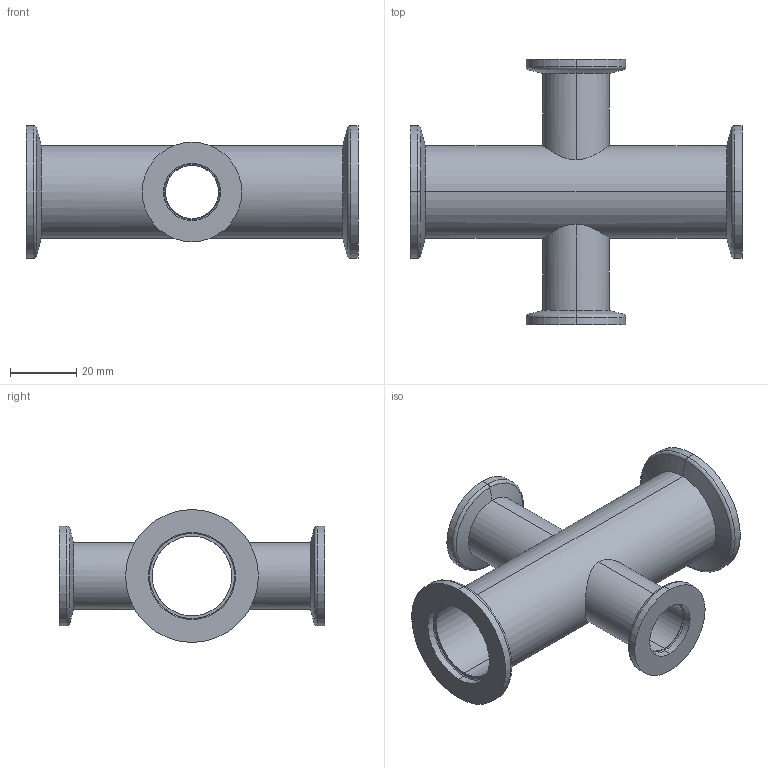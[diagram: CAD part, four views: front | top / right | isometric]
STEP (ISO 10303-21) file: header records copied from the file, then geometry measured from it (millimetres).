
FILE_DESCRIPTION (( 'STEP AP214' ), '1' );
FILE_NAME ('120RKR025-016.stp', '2017-06-07T06:43:38', ( '' ), ( '' ), 'SwSTEP 2.0', 'SolidWorks 2015', '' );
FILE_SCHEMA (( 'AUTOMOTIVE_DESIGN' ));
Length unit declared in the file: millimetre
Products named in the file (1): 120RKR025-016
Bounding box: 100 x 80 x 40 mm (x, y, z)
Volume: 28698.8 mm3; surface area: 27541.9 mm2
Topology: 3 solids, 3 shells, 82 faces, 168 edges, 104 vertices
Faces by surface type: cylinder 42, torus 16, plane 16, cone 8
Entity records: 3910 total; most frequent: CARTESIAN_POINT 1139, DIRECTION 422, ORIENTED_EDGE 336, AXIS2_PLACEMENT_3D 187, EDGE_CURVE 168, VERTEX_POINT 104, CIRCLE 104, EDGE_LOOP 104
